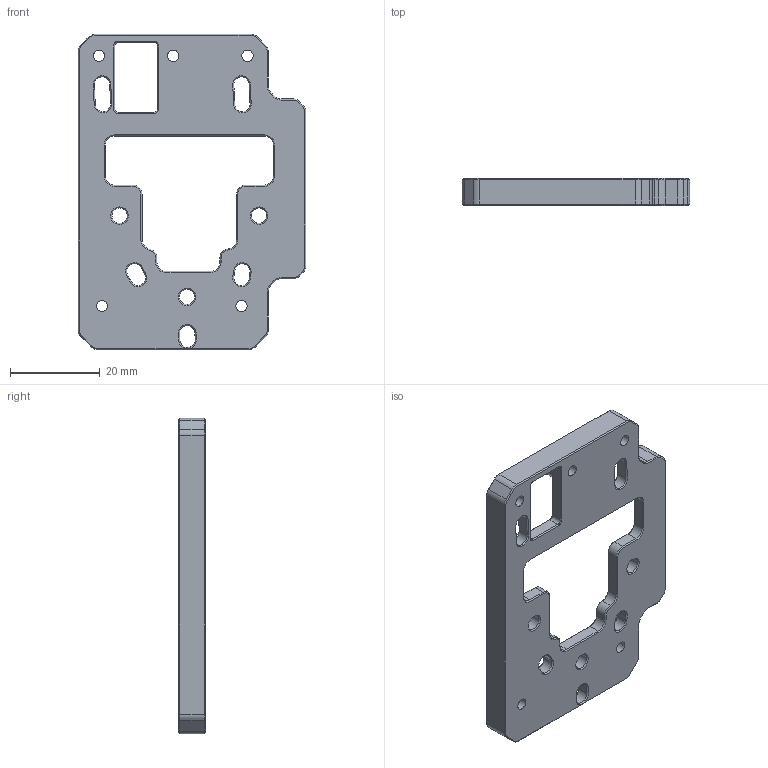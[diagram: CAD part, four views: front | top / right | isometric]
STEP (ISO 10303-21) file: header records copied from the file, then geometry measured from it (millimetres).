
FILE_DESCRIPTION(/* description */ (''),/* implementation_level */ '2;1');
FILE_NAME(/* name */ 'bondtech_and_sfp_extruder_plate.step.step',/* time_stamp */ '2021-05-29T22:20:26+07:00',/* author */ (''),/* organization */ (''),/* preprocessor_version */ 'ST-DEVELOPER v18.1',/* originating_system */ 'Autodesk Translation Framework v10.9.0.1377',/* authorisation */ '');
FILE_SCHEMA (('AUTOMOTIVE_DESIGN { 1 0 10303 214 3 1 1 }'));
Length unit declared in the file: millimetre
Products named in the file (1): LGX Extruder Plate
Bounding box: 50.6 x 6 x 70.11 mm (x, y, z)
Volume: 9352.9 mm3; surface area: 7342.8 mm2
Topology: 1 solids, 1 shells, 349 faces, 841 edges, 493 vertices
Faces by surface type: plane 157, cone 115, cylinder 77
Full cylindrical faces by diameter (mm): 2.529 x5, 3.4 x3
Entity records: 10052 total; most frequent: DIRECTION 1814, CARTESIAN_POINT 1699, ORIENTED_EDGE 1682, EDGE_CURVE 841, AXIS2_PLACEMENT_3D 627, LINE 560, VECTOR 560, VERTEX_POINT 493
